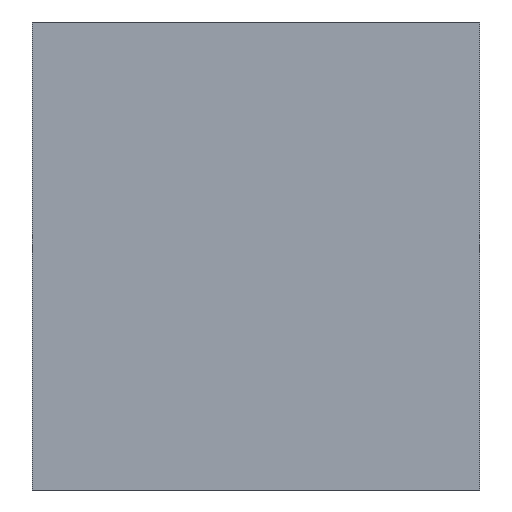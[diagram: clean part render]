
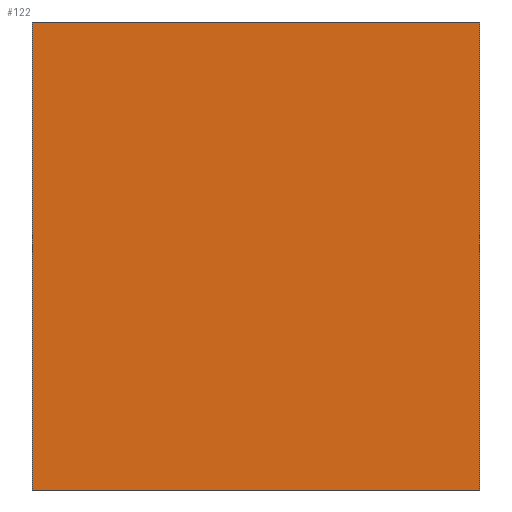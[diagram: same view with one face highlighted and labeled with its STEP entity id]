
A CAD part, left-side view. The second image highlights one B-rep face of the part: STEP entity #122.
In plain terms, the highlighted planar face has unit normal (-1, 0, 0).
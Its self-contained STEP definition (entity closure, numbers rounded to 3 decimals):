
#23=FACE_OUTER_BOUND('',#32,.T.);
#32=EDGE_LOOP('',(#96,#97,#98,#99));
#38=LINE('',#174,#50);
#42=LINE('',#185,#54);
#46=LINE('',#194,#58);
#47=LINE('',#195,#59);
#50=VECTOR('',#142,3.25);
#54=VECTOR('',#150,3.25);
#58=VECTOR('',#158,3.4);
#59=VECTOR('',#159,3.4);
#62=VERTEX_POINT('',#172);
#63=VERTEX_POINT('',#173);
#67=VERTEX_POINT('',#183);
#68=VERTEX_POINT('',#184);
#72=EDGE_CURVE('',#62,#63,#38,.T.);
#77=EDGE_CURVE('',#67,#68,#42,.T.);
#82=EDGE_CURVE('',#63,#68,#46,.T.);
#83=EDGE_CURVE('',#62,#67,#47,.T.);
#96=ORIENTED_EDGE('',*,*,#72,.T.);
#97=ORIENTED_EDGE('',*,*,#82,.T.);
#98=ORIENTED_EDGE('',*,*,#77,.F.);
#99=ORIENTED_EDGE('',*,*,#83,.F.);
#116=PLANE('',#133);
#122=ADVANCED_FACE('',(#23),#116,.T.);
#133=AXIS2_PLACEMENT_3D('',#193,#156,#157);
#142=DIRECTION('',(0.,-1.,0.));
#150=DIRECTION('',(0.,-1.,0.));
#156=DIRECTION('center_axis',(-1.,0.,0.));
#157=DIRECTION('ref_axis',(0.,0.,1.));
#158=DIRECTION('',(0.,0.,1.));
#159=DIRECTION('',(0.,0.,1.));
#172=CARTESIAN_POINT('',(-1.625,1.625,0.));
#173=CARTESIAN_POINT('',(-1.625,-1.625,0.));
#174=CARTESIAN_POINT('',(-1.625,1.625,0.));
#183=CARTESIAN_POINT('',(-1.625,1.625,3.4));
#184=CARTESIAN_POINT('',(-1.625,-1.625,3.4));
#185=CARTESIAN_POINT('',(-1.625,1.625,3.4));
#193=CARTESIAN_POINT('Origin',(-1.625,1.625,0.));
#194=CARTESIAN_POINT('',(-1.625,-1.625,0.));
#195=CARTESIAN_POINT('',(-1.625,1.625,0.));
